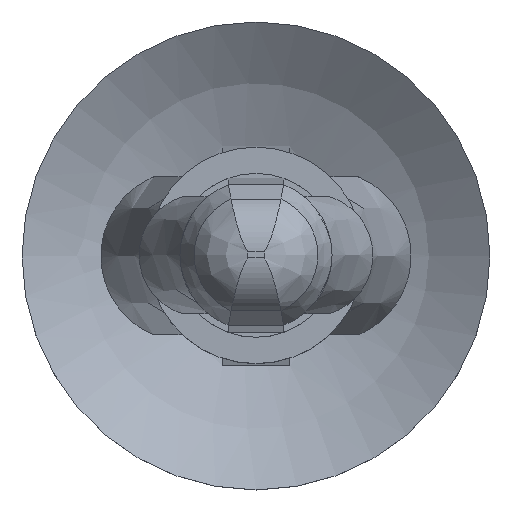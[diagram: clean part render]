
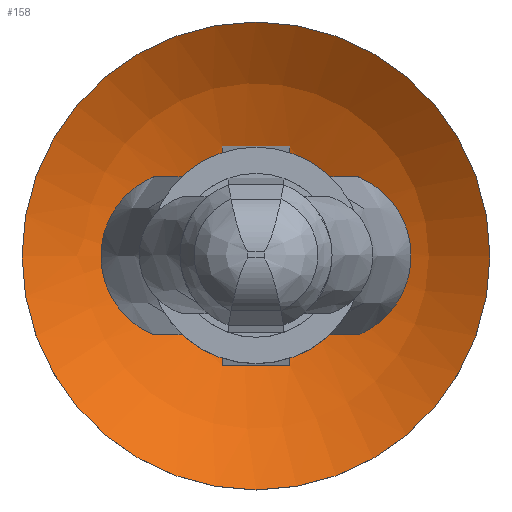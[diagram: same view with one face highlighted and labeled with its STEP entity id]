
A CAD part, top view. The second image highlights one B-rep face of the part: STEP entity #158.
In plain terms, the highlighted spherical face has radius 6.414 mm.
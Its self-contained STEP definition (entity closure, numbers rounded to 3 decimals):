
#158 = ADVANCED_FACE( '', ( #336, #337 ), #338, .F. );
#336 = FACE_OUTER_BOUND( '', #648, .T. );
#337 = FACE_OUTER_BOUND( '', #649, .T. );
#338 = SPHERICAL_SURFACE( '', #650, 6.414 );
#648 = EDGE_LOOP( '', ( #1086, #1087, #1088, #1089 ) );
#649 = EDGE_LOOP( '', ( #1090 ) );
#650 = AXIS2_PLACEMENT_3D( '', #1091, #1092, #1093 );
#1086 = ORIENTED_EDGE( '', *, *, #1341, .T. );
#1087 = ORIENTED_EDGE( '', *, *, #1276, .T. );
#1088 = ORIENTED_EDGE( '', *, *, #1386, .T. );
#1089 = ORIENTED_EDGE( '', *, *, #1265, .T. );
#1090 = ORIENTED_EDGE( '', *, *, #1338, .F. );
#1091 = CARTESIAN_POINT( '', ( 0., 0., -1.236 ) );
#1092 = DIRECTION( '', ( 0., 0., -1. ) );
#1093 = DIRECTION( '', ( -1., 0., 0. ) );
#1265 = EDGE_CURVE( '', #1461, #1462, #1463, .F. );
#1276 = EDGE_CURVE( '', #1477, #1478, #1479, .F. );
#1338 = EDGE_CURVE( '', #1576, #1576, #1577, .T. );
#1341 = EDGE_CURVE( '', #1462, #1477, #1581, .F. );
#1386 = EDGE_CURVE( '', #1478, #1461, #1634, .F. );
#1461 = VERTEX_POINT( '', #1744 );
#1462 = VERTEX_POINT( '', #1745 );
#1463 = CIRCLE( '', #1746, 6.134 );
#1477 = VERTEX_POINT( '', #1765 );
#1478 = VERTEX_POINT( '', #1766 );
#1479 = CIRCLE( '', #1767, 6.134 );
#1576 = VERTEX_POINT( '', #1965 );
#1577 = CIRCLE( '', #1966, 4. );
#1581 = CIRCLE( '', #1971, 6.388 );
#1634 = CIRCLE( '', #2110, 6.388 );
#1744 = CARTESIAN_POINT( '', ( -0.575, 1.875, -7.343 ) );
#1745 = CARTESIAN_POINT( '', ( 0.575, 1.875, -7.343 ) );
#1746 = AXIS2_PLACEMENT_3D( '', #2173, #2174, #2175 );
#1765 = CARTESIAN_POINT( '', ( 0.575, -1.875, -7.343 ) );
#1766 = CARTESIAN_POINT( '', ( -0.575, -1.875, -7.343 ) );
#1767 = AXIS2_PLACEMENT_3D( '', #2187, #2188, #2189 );
#1965 = CARTESIAN_POINT( '', ( -4., 0., -6.25 ) );
#1966 = AXIS2_PLACEMENT_3D( '', #2240, #2241, #2242 );
#1971 = AXIS2_PLACEMENT_3D( '', #2244, #2245, #2246 );
#2110 = AXIS2_PLACEMENT_3D( '', #2279, #2280, #2281 );
#2173 = CARTESIAN_POINT( '', ( 0., 1.875, -1.236 ) );
#2174 = DIRECTION( '', ( 0., 1., 0. ) );
#2175 = DIRECTION( '', ( -1., 0., 0. ) );
#2187 = CARTESIAN_POINT( '', ( 0., -1.875, -1.236 ) );
#2188 = DIRECTION( '', ( 0., -1., 0. ) );
#2189 = DIRECTION( '', ( 1., 0., 0. ) );
#2240 = CARTESIAN_POINT( '', ( 0., 0., -6.25 ) );
#2241 = DIRECTION( '', ( 0., 0., -1. ) );
#2242 = DIRECTION( '', ( -1., 0., 0. ) );
#2244 = CARTESIAN_POINT( '', ( 0.575, 0., -1.236 ) );
#2245 = DIRECTION( '', ( 1., 0., 0. ) );
#2246 = DIRECTION( '', ( 0., 1., 0. ) );
#2279 = CARTESIAN_POINT( '', ( -0.575, 0., -1.236 ) );
#2280 = DIRECTION( '', ( -1., 0., 0. ) );
#2281 = DIRECTION( '', ( 0., -1., 0. ) );
